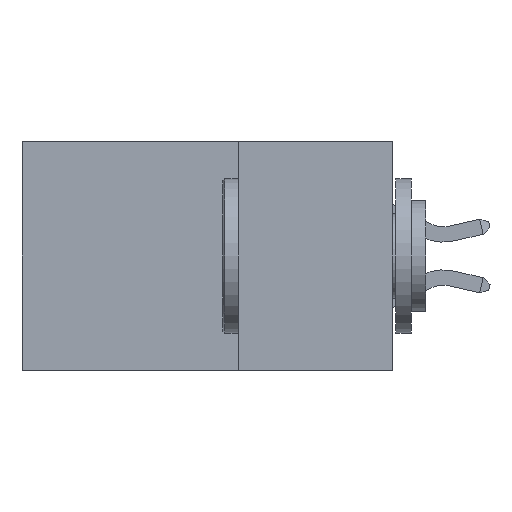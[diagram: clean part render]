
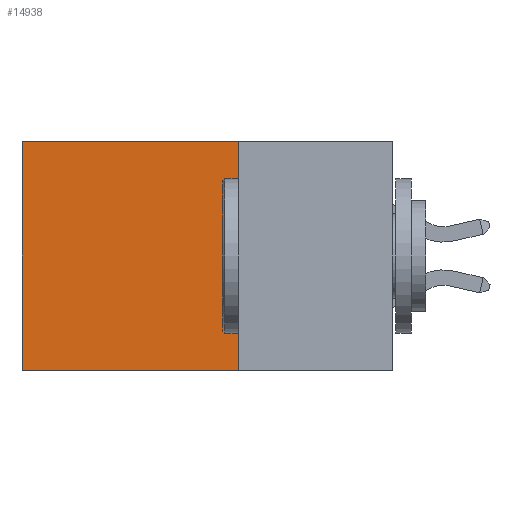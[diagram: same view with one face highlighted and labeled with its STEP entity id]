
A CAD part, left-side view. The second image highlights one B-rep face of the part: STEP entity #14938.
In plain terms, the highlighted planar face has unit normal (-1, 0, 0).
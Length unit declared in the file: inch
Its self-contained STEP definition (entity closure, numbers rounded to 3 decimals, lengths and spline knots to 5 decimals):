
#1145 = EDGE_CURVE ( 'NONE', #28514, #13773, #35164, .T. ) ;
#1490 = ORIENTED_EDGE ( 'NONE', *, *, #17165, .T. ) ;
#1667 = CARTESIAN_POINT ( 'NONE',  ( 0.2875, 0.25, 0. ) ) ;
#1983 = VERTEX_POINT ( 'NONE', #8074 ) ;
#2132 = VECTOR ( 'NONE', #9231, 39.37008 ) ;
#2234 = CARTESIAN_POINT ( 'NONE',  ( 0.2875, 0.6, -0.37 ) ) ;
#4573 = DIRECTION ( 'NONE',  ( 0., 0., -1. ) ) ;
#4587 = DIRECTION ( 'NONE',  ( 0., 1., 0. ) ) ;
#5184 = LINE ( 'NONE', #12418, #27158 ) ;
#6303 = CARTESIAN_POINT ( 'NONE',  ( 0.2875, 0.25, 0. ) ) ;
#8074 = CARTESIAN_POINT ( 'NONE',  ( 0.2875, 0.25, 0. ) ) ;
#9231 = DIRECTION ( 'NONE',  ( 0., 0., -1. ) ) ;
#12381 = LINE ( 'NONE', #27413, #19124 ) ;
#12418 = CARTESIAN_POINT ( 'NONE',  ( 0.2875, 0.6, 0. ) ) ;
#13114 = PLANE ( 'NONE',  #13830 ) ;
#13773 = VERTEX_POINT ( 'NONE', #2234 ) ;
#13830 = AXIS2_PLACEMENT_3D ( 'NONE', #1667, #21795, #4573 ) ;
#14938 = ADVANCED_FACE ( 'NONE', ( #23344 ), #13114, .F. ) ;
#15993 = CARTESIAN_POINT ( 'NONE',  ( 0.2875, 0.25, -0.37 ) ) ;
#17165 = EDGE_CURVE ( 'NONE', #1983, #20558, #12381, .T. ) ;
#18356 = EDGE_CURVE ( 'NONE', #20558, #13773, #5184, .T. ) ;
#19124 = VECTOR ( 'NONE', #4587, 39.37008 ) ;
#20558 = VERTEX_POINT ( 'NONE', #33960 ) ;
#21795 = DIRECTION ( 'NONE',  ( 1., 0., 0. ) ) ;
#23202 = EDGE_CURVE ( 'NONE', #1983, #28514, #32596, .T. ) ;
#23344 = FACE_OUTER_BOUND ( 'NONE', #24173, .T. ) ;
#23456 = ORIENTED_EDGE ( 'NONE', *, *, #23202, .F. ) ;
#24169 = ORIENTED_EDGE ( 'NONE', *, *, #1145, .F. ) ;
#24173 = EDGE_LOOP ( 'NONE', ( #35382, #24169, #23456, #1490 ) ) ;
#24646 = DIRECTION ( 'NONE',  ( 0., 1., 0. ) ) ;
#27158 = VECTOR ( 'NONE', #35247, 39.37008 ) ;
#27413 = CARTESIAN_POINT ( 'NONE',  ( 0.2875, 0.25, 0. ) ) ;
#27631 = VECTOR ( 'NONE', #24646, 39.37008 ) ;
#28514 = VERTEX_POINT ( 'NONE', #34069 ) ;
#32596 = LINE ( 'NONE', #6303, #2132 ) ;
#33960 = CARTESIAN_POINT ( 'NONE',  ( 0.2875, 0.6, 0. ) ) ;
#34069 = CARTESIAN_POINT ( 'NONE',  ( 0.2875, 0.25, -0.37 ) ) ;
#35164 = LINE ( 'NONE', #15993, #27631 ) ;
#35247 = DIRECTION ( 'NONE',  ( 0., 0., -1. ) ) ;
#35382 = ORIENTED_EDGE ( 'NONE', *, *, #18356, .T. ) ;
